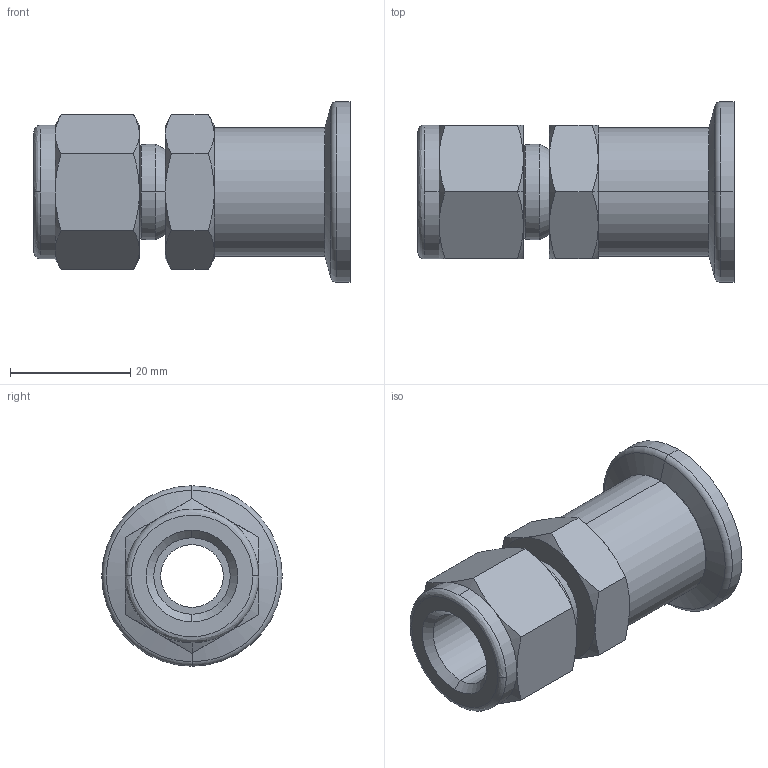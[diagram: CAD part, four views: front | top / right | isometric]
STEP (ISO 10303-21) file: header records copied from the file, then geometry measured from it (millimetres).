
FILE_DESCRIPTION (( 'STEP AP214' ), '1' );
FILE_NAME ('120ASW016-0500.stp', '2017-04-11T07:04:13', ( '' ), ( '' ), 'SwSTEP 2.0', 'SolidWorks 2015', '' );
FILE_SCHEMA (( 'AUTOMOTIVE_DESIGN' ));
Length unit declared in the file: millimetre
Products named in the file (1): 120ASW016-0500
Bounding box: 52.52 x 30 x 30 mm (x, y, z)
Volume: 14923 mm3; surface area: 7781.9 mm2
Topology: 2 solids, 2 shells, 82 faces, 177 edges, 104 vertices
Faces by surface type: cone 39, plane 21, cylinder 16, torus 4, bspline 2
Entity records: 3510 total; most frequent: CARTESIAN_POINT 820, DIRECTION 373, ORIENTED_EDGE 354, EDGE_CURVE 177, AXIS2_PLACEMENT_3D 165, VERTEX_POINT 104, EDGE_LOOP 91, UNCERTAINTY_MEASURE_WITH_UNIT 86
